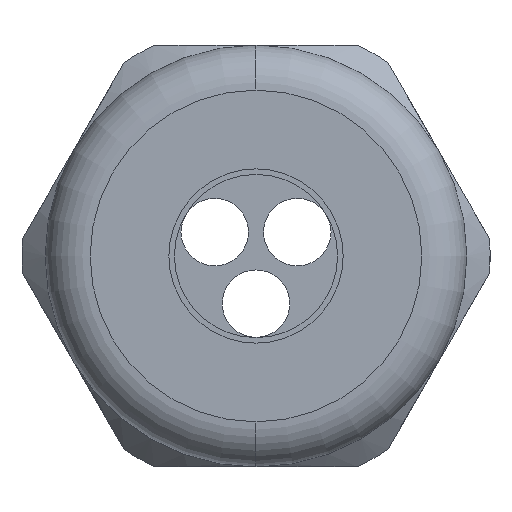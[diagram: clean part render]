
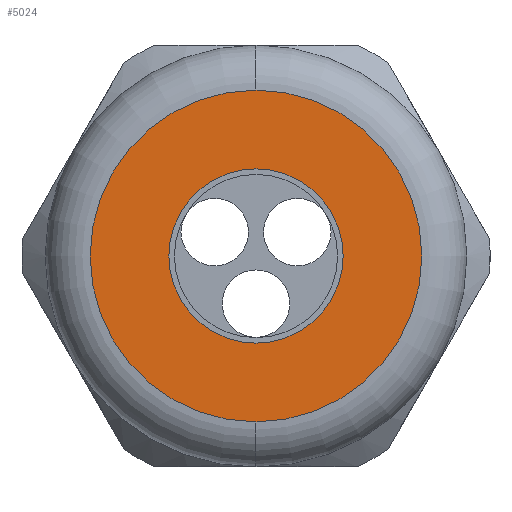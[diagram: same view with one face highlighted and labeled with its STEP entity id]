
A CAD part, left-side view. The second image highlights one B-rep face of the part: STEP entity #5024.
In plain terms, the highlighted planar face has unit normal (-1, 0, 0).
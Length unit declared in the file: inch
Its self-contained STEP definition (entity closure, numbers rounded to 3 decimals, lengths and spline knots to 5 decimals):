
#182 = EDGE_CURVE ( 'NONE', #183, #184, #1719, .T. ) ;
#183 = VERTEX_POINT ( 'NONE', #1777 ) ;
#184 = VERTEX_POINT ( 'NONE', #1776 ) ;
#215 = VERTEX_POINT ( 'NONE', #1778 ) ;
#217 = EDGE_CURVE ( 'NONE', #218, #215, #1840, .T. ) ;
#218 = VERTEX_POINT ( 'NONE', #1835 ) ;
#1716 = DIRECTION ( 'NONE',  ( 0., 0., -1. ) ) ;
#1717 = DIRECTION ( 'NONE',  ( 1., 0., 0. ) ) ;
#1718 = AXIS2_PLACEMENT_3D ( 'NONE', #1725, #1717, #1716 ) ;
#1719 = CIRCLE ( 'NONE', #1718, 0.155 ) ;
#1725 = CARTESIAN_POINT ( 'NONE',  ( -1.29, 0., 0. ) ) ;
#1776 = CARTESIAN_POINT ( 'NONE',  ( -1.29, 0., -0.155 ) ) ;
#1777 = CARTESIAN_POINT ( 'NONE',  ( -1.29, 0., 0.155 ) ) ;
#1778 = CARTESIAN_POINT ( 'NONE',  ( -1.29, 0., -0.295 ) ) ;
#1835 = CARTESIAN_POINT ( 'NONE',  ( -1.29, 0., 0.295 ) ) ;
#1836 = DIRECTION ( 'NONE',  ( 0., 0., 1. ) ) ;
#1837 = DIRECTION ( 'NONE',  ( -1., 0., 0. ) ) ;
#1838 = CARTESIAN_POINT ( 'NONE',  ( -1.29, 0., 0. ) ) ;
#1839 = AXIS2_PLACEMENT_3D ( 'NONE', #1838, #1837, #1836 ) ;
#1840 = CIRCLE ( 'NONE', #1839, 0.295 ) ;
#4488 = AXIS2_PLACEMENT_3D ( 'NONE', #4551, #4550, #4549 ) ;
#4493 = CIRCLE ( 'NONE', #4488, 0.155 ) ;
#4537 = DIRECTION ( 'NONE',  ( 0., 0., 1. ) ) ;
#4538 = DIRECTION ( 'NONE',  ( -1., 0., 0. ) ) ;
#4539 = CARTESIAN_POINT ( 'NONE',  ( -1.29, 0., 0. ) ) ;
#4540 = AXIS2_PLACEMENT_3D ( 'NONE', #4539, #4538, #4537 ) ;
#4541 = CIRCLE ( 'NONE', #4540, 0.295 ) ;
#4542 = DIRECTION ( 'NONE',  ( 0., 0., 1. ) ) ;
#4543 = DIRECTION ( 'NONE',  ( -1., 0., 0. ) ) ;
#4544 = CARTESIAN_POINT ( 'NONE',  ( -1.29, 0.375, 0. ) ) ;
#4545 = AXIS2_PLACEMENT_3D ( 'NONE', #4544, #4543, #4542 ) ;
#4546 = PLANE ( 'NONE',  #4545 ) ;
#4547 = FACE_BOUND ( 'NONE', #5029, .T. ) ;
#4548 = FACE_OUTER_BOUND ( 'NONE', #5025, .T. ) ;
#4549 = DIRECTION ( 'NONE',  ( 0., 0., -1. ) ) ;
#4550 = DIRECTION ( 'NONE',  ( 1., 0., 0. ) ) ;
#4551 = CARTESIAN_POINT ( 'NONE',  ( -1.29, 0., 0. ) ) ;
#5005 = ORIENTED_EDGE ( 'NONE', *, *, #5021, .T. ) ;
#5006 = ORIENTED_EDGE ( 'NONE', *, *, #182, .T. ) ;
#5021 = EDGE_CURVE ( 'NONE', #184, #183, #4493, .T. ) ;
#5024 = ADVANCED_FACE ( 'NONE', ( #4548, #4547 ), #4546, .T. ) ;
#5025 = EDGE_LOOP ( 'NONE', ( #5026, #5027 ) ) ;
#5026 = ORIENTED_EDGE ( 'NONE', *, *, #217, .T. ) ;
#5027 = ORIENTED_EDGE ( 'NONE', *, *, #5028, .T. ) ;
#5028 = EDGE_CURVE ( 'NONE', #215, #218, #4541, .T. ) ;
#5029 = EDGE_LOOP ( 'NONE', ( #5005, #5006 ) ) ;
